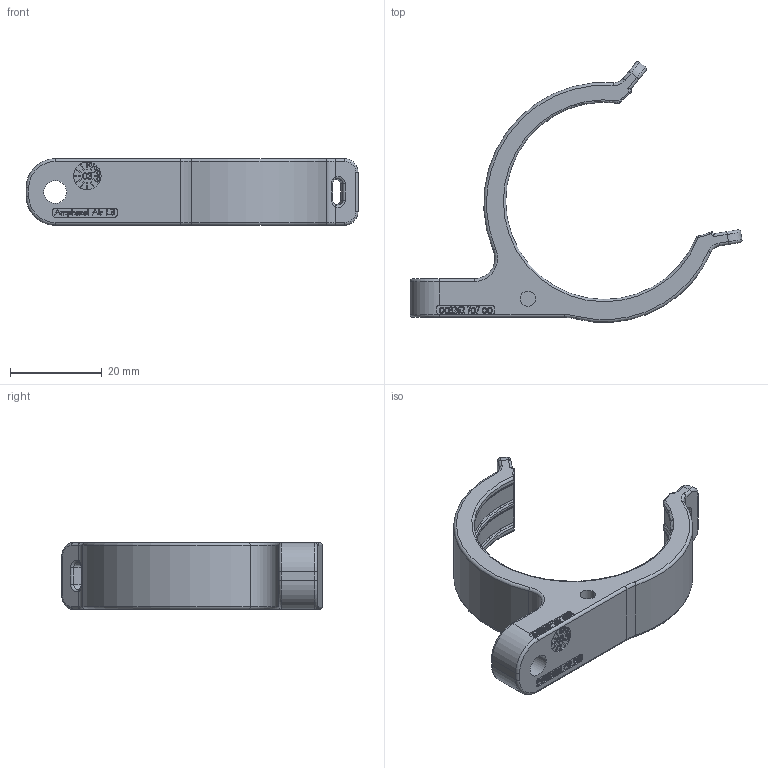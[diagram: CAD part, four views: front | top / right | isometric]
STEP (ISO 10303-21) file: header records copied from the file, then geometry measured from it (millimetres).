
FILE_DESCRIPTION((''),'2;1');
FILE_NAME('00326270700','2020-09-22T',('presta_be4'),(''),'CREO PARAMETRIC BY PTC INC, 2018360','CREO PARAMETRIC BY PTC INC, 2018360','');
FILE_SCHEMA(('CONFIG_CONTROL_DESIGN'));
Length unit declared in the file: millimetre
Products named in the file (1): 00326270700
Bounding box: 72.34 x 56.77 x 14.5 mm (x, y, z)
Volume: 10412.1 mm3; surface area: 5979.6 mm2
Topology: 1 solids, 1 shells, 869 faces, 2361 edges, 1541 vertices
Faces by surface type: extrusion 403, plane 309, cylinder 87, torus 38, bspline 28, cone 4
Entity records: 31161 total; most frequent: CARTESIAN_POINT 10869, ORIENTED_EDGE 4722, DIRECTION 2986, EDGE_CURVE 2361, VECTOR 1650, VERTEX_POINT 1541, B_SPLINE_CURVE_WITH_KNOTS 1287, LINE 1247
